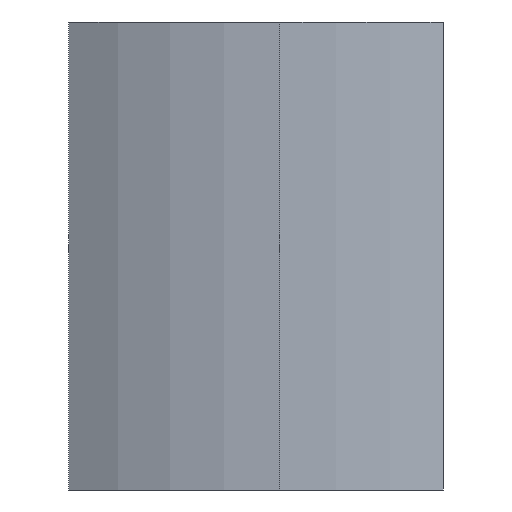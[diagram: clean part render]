
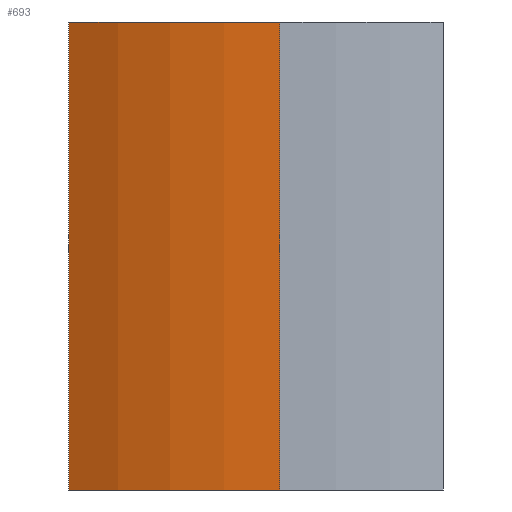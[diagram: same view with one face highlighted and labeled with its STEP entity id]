
A CAD part, left-side view. The second image highlights one B-rep face of the part: STEP entity #693.
In plain terms, the highlighted cylindrical face has radius 8.849 mm (diameter 17.698 mm), a partial arc.
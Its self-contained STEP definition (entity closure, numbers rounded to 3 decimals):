
#12 = EDGE_CURVE ( 'NONE', #539, #762, #555, .T. ) ;
#16 = ORIENTED_EDGE ( 'NONE', *, *, #396, .T. ) ;
#35 = LINE ( 'NONE', #252, #766 ) ;
#83 = LINE ( 'NONE', #100, #410 ) ;
#100 = CARTESIAN_POINT ( 'NONE',  ( -8.592, 2.258, 10. ) ) ;
#134 = CIRCLE ( 'NONE', #852, 8.849 ) ;
#156 = CARTESIAN_POINT ( 'NONE',  ( 0.257, 2.258, 10. ) ) ;
#165 = CARTESIAN_POINT ( 'NONE',  ( -8.592, 2.258, 0. ) ) ;
#252 = CARTESIAN_POINT ( 'NONE',  ( -7.359, 6.763, 10. ) ) ;
#278 = EDGE_CURVE ( 'NONE', #656, #762, #83, .T. ) ;
#287 = DIRECTION ( 'NONE',  ( 0., 0., -1. ) ) ;
#291 = DIRECTION ( 'NONE',  ( 0., 0., -1. ) ) ;
#310 = VERTEX_POINT ( 'NONE', #626 ) ;
#361 = EDGE_CURVE ( 'NONE', #310, #656, #134, .T. ) ;
#390 = DIRECTION ( 'NONE',  ( 1., 0., 0. ) ) ;
#393 = CARTESIAN_POINT ( 'NONE',  ( 0.257, 2.258, 10. ) ) ;
#394 = CARTESIAN_POINT ( 'NONE',  ( 0.257, 2.258, 0. ) ) ;
#396 = EDGE_CURVE ( 'NONE', #310, #539, #35, .T. ) ;
#410 = VECTOR ( 'NONE', #287, 1000. ) ;
#440 = CARTESIAN_POINT ( 'NONE',  ( -8.592, 2.258, 10. ) ) ;
#483 = ORIENTED_EDGE ( 'NONE', *, *, #12, .T. ) ;
#500 = AXIS2_PLACEMENT_3D ( 'NONE', #394, #586, #390 ) ;
#538 = DIRECTION ( 'NONE',  ( -1., 0., 0. ) ) ;
#539 = VERTEX_POINT ( 'NONE', #820 ) ;
#555 = CIRCLE ( 'NONE', #500, 8.849 ) ;
#586 = DIRECTION ( 'NONE',  ( 0., 0., 1. ) ) ;
#620 = AXIS2_PLACEMENT_3D ( 'NONE', #156, #291, #538 ) ;
#626 = CARTESIAN_POINT ( 'NONE',  ( -7.359, 6.763, 10. ) ) ;
#631 = CYLINDRICAL_SURFACE ( 'NONE', #620, 8.849 ) ;
#656 = VERTEX_POINT ( 'NONE', #440 ) ;
#693 = ADVANCED_FACE ( 'NONE', ( #810 ), #631, .T. ) ;
#718 = DIRECTION ( 'NONE',  ( 1., 0., 0. ) ) ;
#722 = DIRECTION ( 'NONE',  ( 0., 0., -1. ) ) ;
#756 = ORIENTED_EDGE ( 'NONE', *, *, #361, .F. ) ;
#762 = VERTEX_POINT ( 'NONE', #165 ) ;
#766 = VECTOR ( 'NONE', #722, 1000. ) ;
#778 = EDGE_LOOP ( 'NONE', ( #853, #756, #16, #483 ) ) ;
#794 = DIRECTION ( 'NONE',  ( 0., 0., 1. ) ) ;
#810 = FACE_OUTER_BOUND ( 'NONE', #778, .T. ) ;
#820 = CARTESIAN_POINT ( 'NONE',  ( -7.359, 6.763, 0. ) ) ;
#852 = AXIS2_PLACEMENT_3D ( 'NONE', #393, #794, #718 ) ;
#853 = ORIENTED_EDGE ( 'NONE', *, *, #278, .F. ) ;
